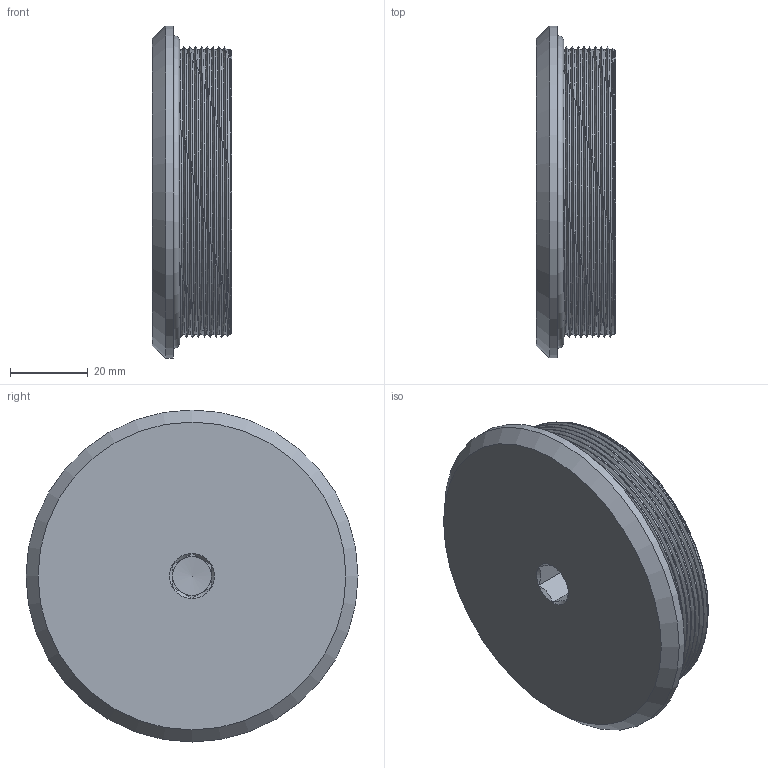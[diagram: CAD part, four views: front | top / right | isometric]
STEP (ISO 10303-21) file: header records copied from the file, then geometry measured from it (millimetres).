
FILE_DESCRIPTION(/* description */ ('VSS-Innensechskant M 75x1,5'),/* implementation_level */ '2;1');
FILE_NAME(/* name */ 'PDE401000-RST.stp',/* time_stamp */ '2021-09-27T12:38:57+02:00',/* author */ ('sl'),/* organization */ (''),/* preprocessor_version */ 'ST-DEVELOPER v16.5',/* originating_system */ 'Autodesk Inventor 2017',/* authorisation */ '');
FILE_SCHEMA (('AUTOMOTIVE_DESIGN { 1 0 10303 214 3 1 1 }'));
Length unit declared in the file: millimetre
Products named in the file (3): PDE401000; PDE401000_1; PDE401000_2
Assembly tree (2 placements, depth 2):
  PDE401000
    PDE401000_1
    PDE401000_2
Bounding box: 20.32 x 85.18 x 85.18 mm (x, y, z)
Volume: 92588.5 mm3; surface area: 24815.1 mm2
Topology: 3 solids, 3 shells, 35 faces, 65 edges, 36 vertices
Faces by surface type: plane 17, cone 10, cylinder 4, bspline 2, torus 2
Full cylindrical faces by diameter (mm): 73.148 x1, 85.18 x1
Entity records: 2518 total; most frequent: CARTESIAN_POINT 1751, DIRECTION 146, ORIENTED_EDGE 116, AXIS2_PLACEMENT_3D 64, EDGE_CURVE 58, EDGE_LOOP 43, FACE_OUTER_BOUND 35, VERTEX_POINT 35
